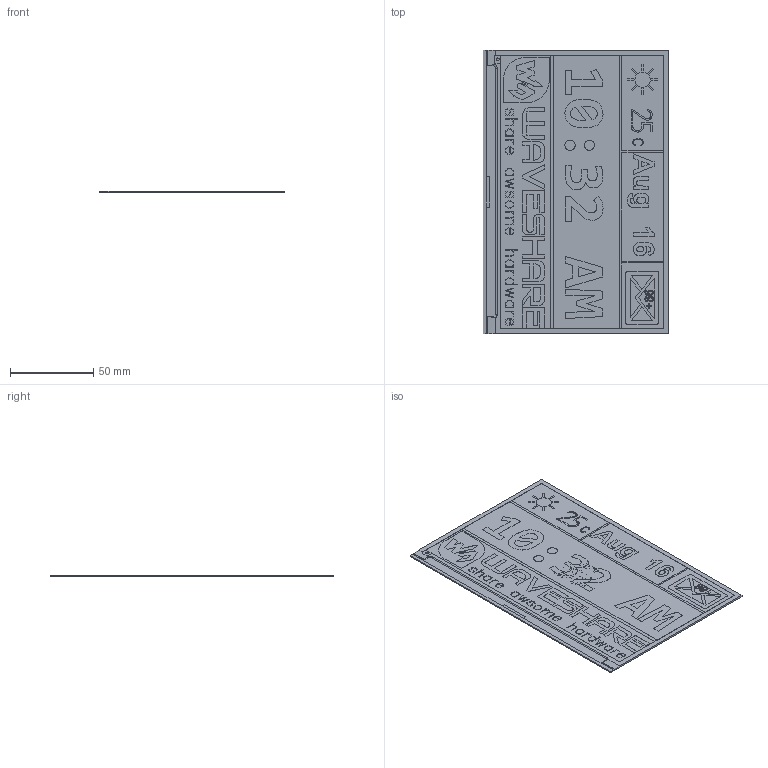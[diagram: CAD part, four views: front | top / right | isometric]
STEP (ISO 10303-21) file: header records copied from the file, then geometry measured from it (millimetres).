
FILE_DESCRIPTION(/* description */ ('Unknown'),/* implementation_level */ '2;1');
FILE_NAME(/* name */ 'Waveshare 7.5 E-ink (C) - No Cable',/* time_stamp */ '2019-08-16T12:56:00-04:00',/* author */ ('John Loeffler'),/* organization */ ('Unknown'),/* preprocessor_version */ 'ST-DEVELOPER v16.7',/* originating_system */ 'DEX',/* authorisation */ $);
FILE_SCHEMA (('AUTOMOTIVE_DESIGN {1 0 10303 214 3 1 1}'));
Length unit declared in the file: millimetre
Products named in the file (1): Waveshare 7.5 E-ink (C) - No Cable
Bounding box: 111.42 x 170.4 x 1.19 mm (x, y, z)
Volume: 21722.4 mm3; surface area: 38878.8 mm2
Topology: 1 solids, 21 shells, 1162 faces, 3102 edges, 2068 vertices
Faces by surface type: plane 1044, bspline 77, cylinder 39, torus 2
Full cylindrical faces by diameter (mm): 1.644 x1, 9.122 x1
Entity records: 48562 total; most frequent: CARTESIAN_POINT 12238, ORIENTED_EDGE 6178, DIRECTION 4995, EDGE_CURVE 3089, LINE 2663, VECTOR 2663, VERTEX_POINT 2067, EDGE_LOOP 1272
